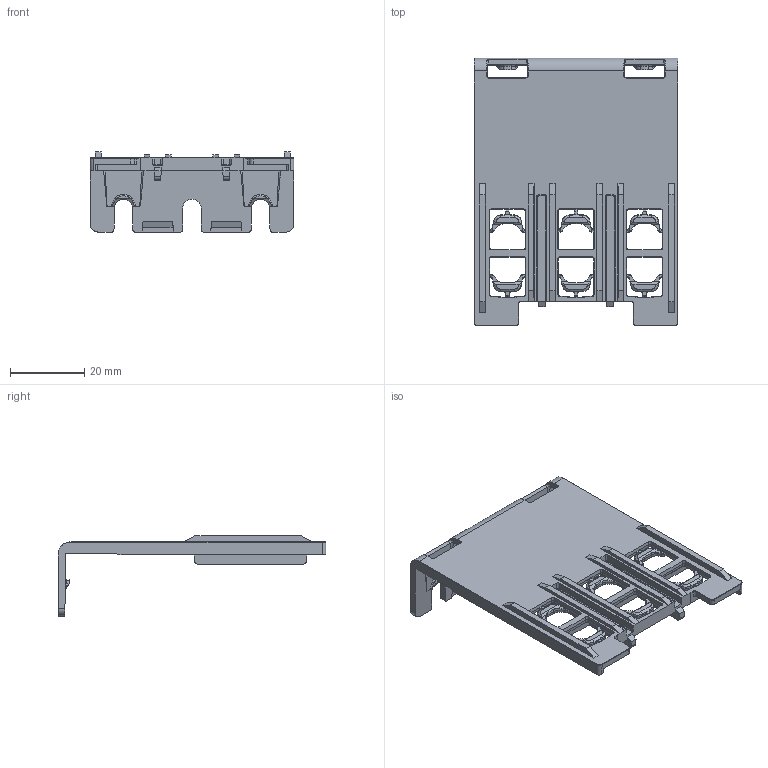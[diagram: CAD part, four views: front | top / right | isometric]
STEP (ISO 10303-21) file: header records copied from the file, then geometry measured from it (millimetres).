
FILE_DESCRIPTION(/* description */ (''),/* implementation_level */ '2;1');
FILE_NAME(/* name */ 'FILE_STP_CAD_DRAWING_3d_BFX833_prt.stp',/* time_stamp */ '2021-11-05T15:52:28+01:00',/* author */ (''),/* organization */ (''),/* preprocessor_version */ 'ST-DEVELOPER v16.7',/* originating_system */ 'SIEMENS PLM Software NX 12.0',/* authorisation */ '');
FILE_SCHEMA (('AUTOMOTIVE_DESIGN { 1 0 10303 214 3 1 1 1 }'));
Length unit declared in the file: millimetre
Products named in the file (1): 3d_BFX833
Bounding box: 55 x 72.3 x 21.6 mm (x, y, z)
Surface area: 11503.2 mm2 (no closed solid volume)
Topology: 0 solids, 1 shells, 838 faces, 2273 edges, 1420 vertices
Faces by surface type: plane 476, cone 172, cylinder 112, bspline 78
Entity records: 28357 total; most frequent: CARTESIAN_POINT 7550, ORIENTED_EDGE 4542, DIRECTION 4082, EDGE_CURVE 2273, LINE 1518, VECTOR 1518, VERTEX_POINT 1419, AXIS2_PLACEMENT_3D 1282
